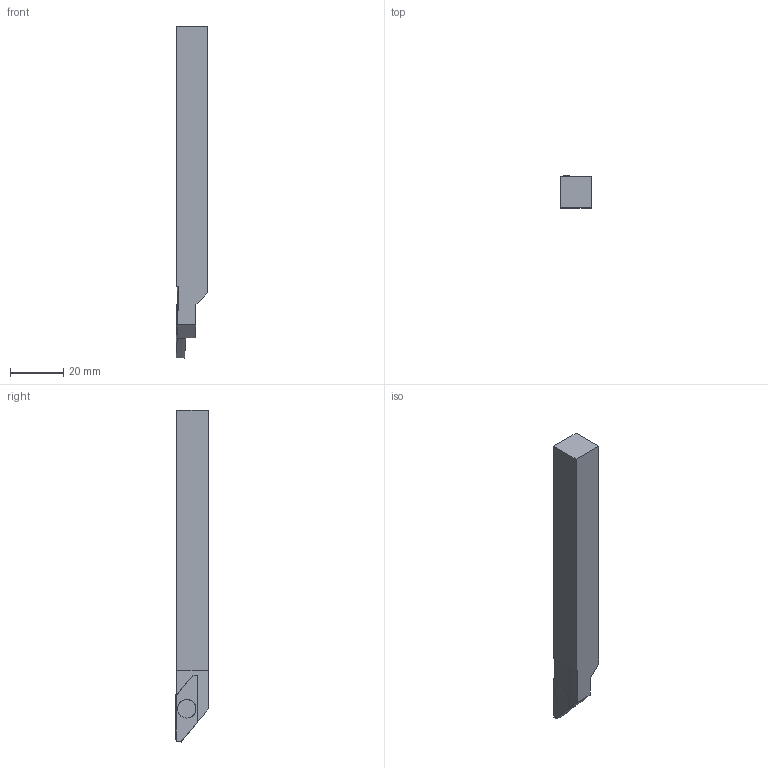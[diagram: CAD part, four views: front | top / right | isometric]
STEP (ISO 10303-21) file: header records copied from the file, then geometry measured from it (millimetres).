
FILE_DESCRIPTION(/* description */ (''),/* implementation_level */ '2;1');
FILE_NAME(/* name */ '1587028176790.stp',/* time_stamp */ '2020-04-16T14:39:56+05:00',/* author */ (''),/* organization */ ('SMS'),/* preprocessor_version */ 'ST-DEVELOPER v16.7',/* originating_system */ 'SIEMENS PLM Software NX 12.0',/* authorisation */ '');
FILE_SCHEMA (('AUTOMOTIVE_DESIGN { 1 0 10303 214 3 1 1 1 }'));
Length unit declared in the file: millimetre
Products named in the file (4): ASSEMBLY_CONSTRUCTION; CUT; 202850810mod000_00; 202850807mod000_00
Assembly tree (3 placements, depth 2):
  202850807mod000_00
    202850810mod000_00
    CUT
    ASSEMBLY_CONSTRUCTION
Bounding box: 12 x 12.41 x 125.05 mm (x, y, z)
Volume: 16043.8 mm3; surface area: 6312.3 mm2
Topology: 2 solids, 2 shells, 41 faces, 110 edges, 84 vertices
Faces by surface type: plane 32, cylinder 7, cone 2
Full cylindrical faces by diameter (mm): 4.9 x2
Entity records: 1453 total; most frequent: CARTESIAN_POINT 251, DIRECTION 219, ORIENTED_EDGE 202, EDGE_CURVE 101, LINE 83, VECTOR 83, VERTEX_POINT 69, AXIS2_PLACEMENT_3D 68
